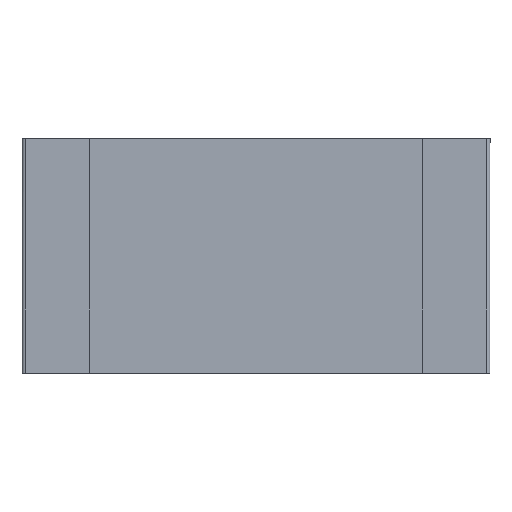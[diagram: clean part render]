
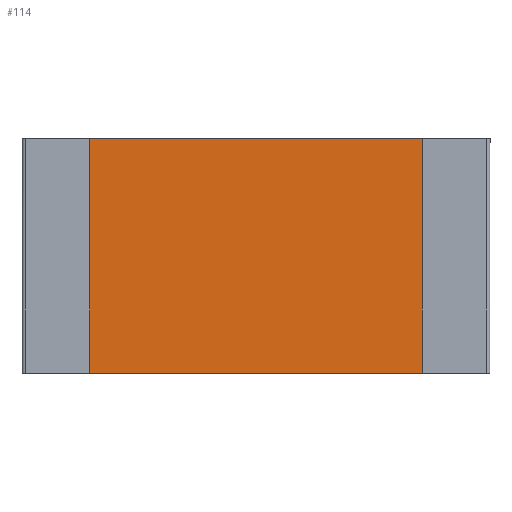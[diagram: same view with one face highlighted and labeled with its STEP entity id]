
A CAD part, top view. The second image highlights one B-rep face of the part: STEP entity #114.
In plain terms, the highlighted planar face has unit normal (0, 0, 1).
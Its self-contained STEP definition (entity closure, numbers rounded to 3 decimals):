
#114=ADVANCED_FACE('',(#175),#2043,.T.);
#175=FACE_OUTER_BOUND('',#236,.T.);
#236=EDGE_LOOP('',(#489,#490,#491,#492));
#489=ORIENTED_EDGE('',*,*,#1667,.T.);
#490=ORIENTED_EDGE('',*,*,#1668,.T.);
#491=ORIENTED_EDGE('',*,*,#1669,.T.);
#492=ORIENTED_EDGE('',*,*,#1664,.F.);
#792=PCURVE('',#2042,#1098);
#795=PCURVE('',#2043,#1101);
#796=PCURVE('',#2043,#1102);
#797=PCURVE('',#2043,#1103);
#798=PCURVE('',#2043,#1104);
#802=PCURVE('',#2044,#1108);
#809=PCURVE('',#2046,#1115);
#812=PCURVE('',#2047,#1118);
#1098=DEFINITIONAL_REPRESENTATION('',(#1328),#3656);
#1101=DEFINITIONAL_REPRESENTATION('',(#1334),#3656);
#1102=DEFINITIONAL_REPRESENTATION('',(#1336),#3656);
#1103=DEFINITIONAL_REPRESENTATION('',(#1338),#3656);
#1104=DEFINITIONAL_REPRESENTATION('',(#1339),#3656);
#1108=DEFINITIONAL_REPRESENTATION('',(#1346),#3656);
#1115=DEFINITIONAL_REPRESENTATION('',(#1355),#3656);
#1118=DEFINITIONAL_REPRESENTATION('',(#1358),#3656);
#1327=B_SPLINE_CURVE_WITH_KNOTS('',1,(#3345,#3346),.UNSPECIFIED.,.F.,.F.,
(2,2),(0.,1.552),.UNSPECIFIED.);
#1328=B_SPLINE_CURVE_WITH_KNOTS('',1,(#3347,#3348),.UNSPECIFIED.,.F.,.F.,
(2,2),(0.,1.552),.UNSPECIFIED.);
#1333=B_SPLINE_CURVE_WITH_KNOTS('',1,(#3357,#3358),.UNSPECIFIED.,.F.,.F.,
(2,2),(0.05,2.25),.UNSPECIFIED.);
#1334=B_SPLINE_CURVE_WITH_KNOTS('',1,(#3359,#3360),.UNSPECIFIED.,.F.,.F.,
(2,2),(0.05,2.25),.UNSPECIFIED.);
#1335=B_SPLINE_CURVE_WITH_KNOTS('',1,(#3361,#3362),.UNSPECIFIED.,.F.,.F.,
(2,2),(0.,1.552),.UNSPECIFIED.);
#1336=B_SPLINE_CURVE_WITH_KNOTS('',1,(#3363,#3364),.UNSPECIFIED.,.F.,.F.,
(2,2),(0.,1.552),.UNSPECIFIED.);
#1337=B_SPLINE_CURVE_WITH_KNOTS('',1,(#3365,#3366),.UNSPECIFIED.,.F.,.F.,
(2,2),(-2.25,-0.05),.UNSPECIFIED.);
#1338=B_SPLINE_CURVE_WITH_KNOTS('',1,(#3367,#3368),.UNSPECIFIED.,.F.,.F.,
(2,2),(-2.25,-0.05),.UNSPECIFIED.);
#1339=B_SPLINE_CURVE_WITH_KNOTS('',1,(#3369,#3370),.UNSPECIFIED.,.F.,.F.,
(2,2),(0.,1.552),.UNSPECIFIED.);
#1346=B_SPLINE_CURVE_WITH_KNOTS('',1,(#3383,#3384),.UNSPECIFIED.,.F.,.F.,
(2,2),(0.,1.552),.UNSPECIFIED.);
#1355=B_SPLINE_CURVE_WITH_KNOTS('',1,(#3401,#3402),.UNSPECIFIED.,.F.,.F.,
(2,2),(0.05,2.25),.UNSPECIFIED.);
#1358=B_SPLINE_CURVE_WITH_KNOTS('',1,(#3407,#3408),.UNSPECIFIED.,.F.,.F.,
(2,2),(-2.25,-0.05),.UNSPECIFIED.);
#1511=SURFACE_CURVE('',#1327,(#792,#798),.PCURVE_S1.);
#1514=SURFACE_CURVE('',#1333,(#795,#809),.PCURVE_S1.);
#1515=SURFACE_CURVE('',#1335,(#796,#802),.PCURVE_S1.);
#1516=SURFACE_CURVE('',#1337,(#797,#812),.PCURVE_S1.);
#1664=EDGE_CURVE('',#2013,#2014,#1511,.T.);
#1667=EDGE_CURVE('',#2013,#2016,#1514,.T.);
#1668=EDGE_CURVE('',#2016,#2017,#1515,.T.);
#1669=EDGE_CURVE('',#2017,#2014,#1516,.T.);
#2013=VERTEX_POINT('',#3334);
#2014=VERTEX_POINT('',#3335);
#2016=VERTEX_POINT('',#3337);
#2017=VERTEX_POINT('',#3338);
#2042=PLANE('',#2123);
#2043=PLANE('',#2124);
#2044=PLANE('',#2125);
#2046=PLANE('',#2127);
#2047=PLANE('',#2128);
#2123=AXIS2_PLACEMENT_3D('',#3327,#2140,$);
#2124=AXIS2_PLACEMENT_3D('',#3328,#2141,$);
#2125=AXIS2_PLACEMENT_3D('',#3329,#2142,$);
#2127=AXIS2_PLACEMENT_3D('',#3331,#2144,$);
#2128=AXIS2_PLACEMENT_3D('',#3332,#2145,$);
#2140=DIRECTION('',(-1.,0.,0.));
#2141=DIRECTION('',(0.,0.,1.));
#2142=DIRECTION('',(1.,0.,0.));
#2144=DIRECTION('',(0.,-1.,0.));
#2145=DIRECTION('',(0.,1.,0.));
#3327=CARTESIAN_POINT('',(-1.1,-0.772,0.5));
#3328=CARTESIAN_POINT('',(-1.1,-0.772,0.55));
#3329=CARTESIAN_POINT('',(1.1,-0.772,0.55));
#3331=CARTESIAN_POINT('',(-1.1,-0.772,0.5));
#3332=CARTESIAN_POINT('',(-1.1,0.78,0.5));
#3334=CARTESIAN_POINT('',(-1.1,-0.772,0.55));
#3335=CARTESIAN_POINT('',(-1.1,0.78,0.55));
#3337=CARTESIAN_POINT('',(1.1,-0.772,0.55));
#3338=CARTESIAN_POINT('',(1.1,0.78,0.55));
#3345=CARTESIAN_POINT('',(-1.1,-0.772,0.55));
#3346=CARTESIAN_POINT('',(-1.1,0.78,0.55));
#3347=CARTESIAN_POINT('',(0.05,0.));
#3348=CARTESIAN_POINT('',(0.05,1.552));
#3357=CARTESIAN_POINT('',(-1.1,-0.772,0.55));
#3358=CARTESIAN_POINT('',(1.1,-0.772,0.55));
#3359=CARTESIAN_POINT('',(0.05,0.));
#3360=CARTESIAN_POINT('',(2.25,0.));
#3361=CARTESIAN_POINT('',(1.1,-0.772,0.55));
#3362=CARTESIAN_POINT('',(1.1,0.78,0.55));
#3363=CARTESIAN_POINT('',(2.25,0.));
#3364=CARTESIAN_POINT('',(2.25,1.552));
#3365=CARTESIAN_POINT('',(1.1,0.78,0.55));
#3366=CARTESIAN_POINT('',(-1.1,0.78,0.55));
#3367=CARTESIAN_POINT('',(2.25,1.552));
#3368=CARTESIAN_POINT('',(0.05,1.552));
#3369=CARTESIAN_POINT('',(0.05,0.));
#3370=CARTESIAN_POINT('',(0.05,1.552));
#3383=CARTESIAN_POINT('',(2.25,0.));
#3384=CARTESIAN_POINT('',(2.25,1.552));
#3401=CARTESIAN_POINT('',(0.,0.05));
#3402=CARTESIAN_POINT('',(2.2,0.05));
#3407=CARTESIAN_POINT('',(0.05,2.2));
#3408=CARTESIAN_POINT('',(0.05,0.));
#3656=(
GEOMETRIC_REPRESENTATION_CONTEXT(2)
PARAMETRIC_REPRESENTATION_CONTEXT()
REPRESENTATION_CONTEXT('pspace','')
);
